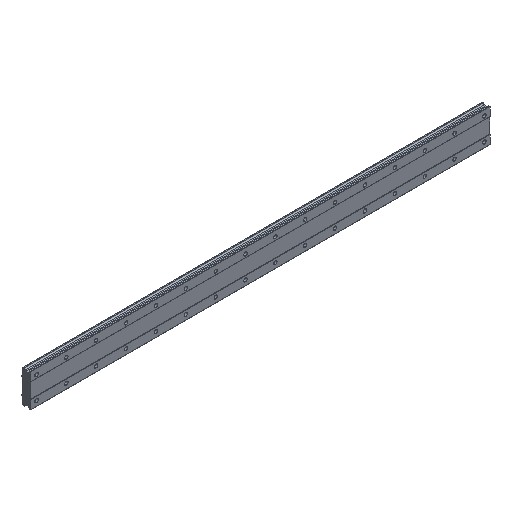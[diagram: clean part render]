
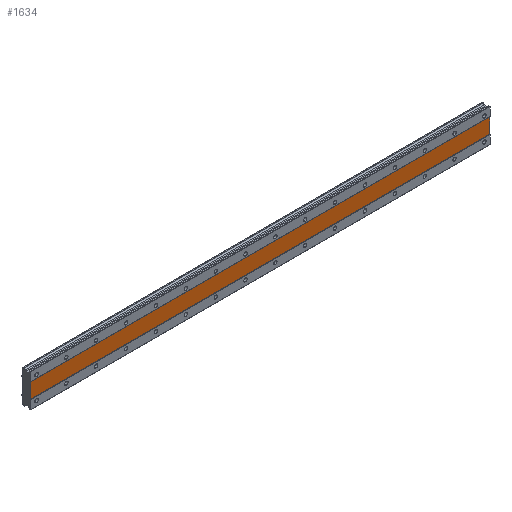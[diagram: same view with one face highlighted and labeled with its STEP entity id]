
A CAD part, isometric view. The second image highlights one B-rep face of the part: STEP entity #1634.
In plain terms, the highlighted planar face has unit normal (0, -1, 0).
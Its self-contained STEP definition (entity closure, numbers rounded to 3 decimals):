
#144 = CARTESIAN_POINT ( 'NONE',  ( -15., 1., -20. ) ) ;
#186 = CARTESIAN_POINT ( 'NONE',  ( 1215., 1., 20. ) ) ;
#354 = VERTEX_POINT ( 'NONE', #144 ) ;
#791 = VECTOR ( 'NONE', #2946, 1000. ) ;
#1025 = ORIENTED_EDGE ( 'NONE', *, *, #1641, .F. ) ;
#1192 = DIRECTION ( 'NONE',  ( -1., 0., 0. ) ) ;
#1226 = CARTESIAN_POINT ( 'NONE',  ( 1215., 1., -20. ) ) ;
#1382 = PLANE ( 'NONE',  #3921 ) ;
#1550 = VECTOR ( 'NONE', #1192, 1000. ) ;
#1605 = LINE ( 'NONE', #186, #791 ) ;
#1634 = ADVANCED_FACE ( 'NONE', ( #2765 ), #1382, .F. ) ;
#1641 = EDGE_CURVE ( 'NONE', #354, #5299, #2848, .T. ) ;
#1799 = DIRECTION ( 'NONE',  ( 0., 0., 1. ) ) ;
#1904 = VERTEX_POINT ( 'NONE', #1226 ) ;
#2339 = VECTOR ( 'NONE', #1799, 1000. ) ;
#2399 = VERTEX_POINT ( 'NONE', #5753 ) ;
#2410 = EDGE_CURVE ( 'NONE', #2399, #1904, #1605, .T. ) ;
#2765 = FACE_OUTER_BOUND ( 'NONE', #5184, .T. ) ;
#2815 = DIRECTION ( 'NONE',  ( 0., 1., 0. ) ) ;
#2848 = LINE ( 'NONE', #3681, #2339 ) ;
#2946 = DIRECTION ( 'NONE',  ( 0., 0., -1. ) ) ;
#3186 = ORIENTED_EDGE ( 'NONE', *, *, #5392, .F. ) ;
#3681 = CARTESIAN_POINT ( 'NONE',  ( -15., 1., 20. ) ) ;
#3921 = AXIS2_PLACEMENT_3D ( 'NONE', #5702, #2815, #4655 ) ;
#4034 = EDGE_CURVE ( 'NONE', #5299, #2399, #4326, .T. ) ;
#4042 = VECTOR ( 'NONE', #5343, 1000. ) ;
#4207 = ORIENTED_EDGE ( 'NONE', *, *, #2410, .F. ) ;
#4326 = LINE ( 'NONE', #5309, #4042 ) ;
#4655 = DIRECTION ( 'NONE',  ( 0., 0., 1. ) ) ;
#4770 = CARTESIAN_POINT ( 'NONE',  ( -15., 1., 20. ) ) ;
#5184 = EDGE_LOOP ( 'NONE', ( #3186, #4207, #5676, #1025 ) ) ;
#5299 = VERTEX_POINT ( 'NONE', #4770 ) ;
#5309 = CARTESIAN_POINT ( 'NONE',  ( 1215., 1., 20. ) ) ;
#5317 = CARTESIAN_POINT ( 'NONE',  ( 1215., 1., -20. ) ) ;
#5343 = DIRECTION ( 'NONE',  ( 1., 0., 0. ) ) ;
#5392 = EDGE_CURVE ( 'NONE', #1904, #354, #5409, .T. ) ;
#5409 = LINE ( 'NONE', #5317, #1550 ) ;
#5676 = ORIENTED_EDGE ( 'NONE', *, *, #4034, .F. ) ;
#5702 = CARTESIAN_POINT ( 'NONE',  ( 1215., 1., 20. ) ) ;
#5753 = CARTESIAN_POINT ( 'NONE',  ( 1215., 1., 20. ) ) ;
